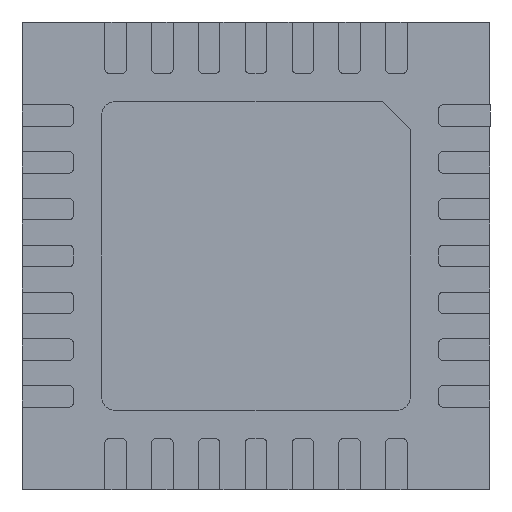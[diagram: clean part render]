
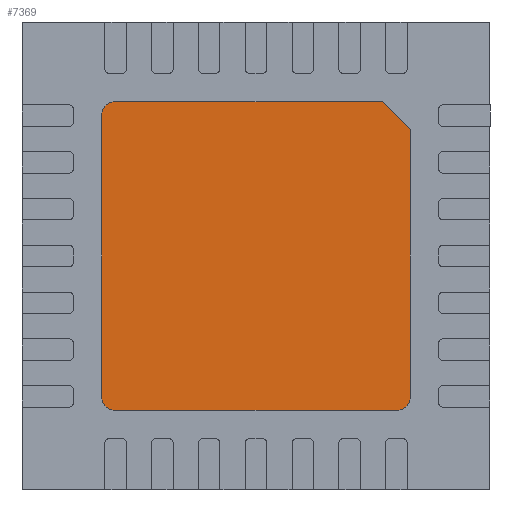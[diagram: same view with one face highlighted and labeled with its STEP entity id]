
A CAD part, front view. The second image highlights one B-rep face of the part: STEP entity #7369.
In plain terms, the highlighted planar face has unit normal (0, -1, 0).
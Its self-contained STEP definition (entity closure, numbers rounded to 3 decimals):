
#42 = AXIS2_PLACEMENT_3D ( 'NONE', #4936, #7436, #1819 ) ;
#159 = ORIENTED_EDGE ( 'NONE', *, *, #1091, .T. ) ;
#169 = DIRECTION ( 'NONE',  ( 0., 0., -1. ) ) ;
#191 = ORIENTED_EDGE ( 'NONE', *, *, #7027, .T. ) ;
#198 = DIRECTION ( 'NONE',  ( 0., -1., 0. ) ) ;
#215 = EDGE_CURVE ( 'NONE', #5212, #286, #2285, .T. ) ;
#286 = VERTEX_POINT ( 'NONE', #7096 ) ;
#330 = EDGE_CURVE ( 'NONE', #5212, #2656, #5112, .T. ) ;
#382 = VECTOR ( 'NONE', #2310, 1000. ) ;
#620 = ORIENTED_EDGE ( 'NONE', *, *, #4526, .F. ) ;
#626 = VECTOR ( 'NONE', #8019, 1000. ) ;
#745 = DIRECTION ( 'NONE',  ( 0., 1., 0. ) ) ;
#1003 = EDGE_CURVE ( 'NONE', #4676, #4125, #5716, .T. ) ;
#1091 = EDGE_CURVE ( 'NONE', #4676, #2265, #6331, .T. ) ;
#1247 = DIRECTION ( 'NONE',  ( 0., 0., -1. ) ) ;
#1370 = DIRECTION ( 'NONE',  ( 0., 1., 0. ) ) ;
#1398 = PLANE ( 'NONE',  #7282 ) ;
#1476 = DIRECTION ( 'NONE',  ( 0., 0., -1. ) ) ;
#1724 = DIRECTION ( 'NONE',  ( -0.707, 0., 0.707 ) ) ;
#1819 = DIRECTION ( 'NONE',  ( 0., 0., -1. ) ) ;
#2022 = CARTESIAN_POINT ( 'NONE',  ( 1.5, 0., -1.5 ) ) ;
#2265 = VERTEX_POINT ( 'NONE', #3126 ) ;
#2285 = CIRCLE ( 'NONE', #3889, 0.15 ) ;
#2310 = DIRECTION ( 'NONE',  ( 1., 0., 0. ) ) ;
#2356 = CARTESIAN_POINT ( 'NONE',  ( 1.35, 0., 1.65 ) ) ;
#2470 = CARTESIAN_POINT ( 'NONE',  ( 1.65, 0., 1.35 ) ) ;
#2529 = CARTESIAN_POINT ( 'NONE',  ( -1.65, 0., -1.5 ) ) ;
#2656 = VERTEX_POINT ( 'NONE', #2470 ) ;
#2841 = CARTESIAN_POINT ( 'NONE',  ( 1.35, 0., 1.65 ) ) ;
#2935 = ORIENTED_EDGE ( 'NONE', *, *, #330, .T. ) ;
#3013 = ORIENTED_EDGE ( 'NONE', *, *, #1003, .F. ) ;
#3053 = ORIENTED_EDGE ( 'NONE', *, *, #7100, .T. ) ;
#3126 = CARTESIAN_POINT ( 'NONE',  ( -1.65, 0., -1.5 ) ) ;
#3134 = VECTOR ( 'NONE', #1724, 1000. ) ;
#3177 = CIRCLE ( 'NONE', #5729, 0.15 ) ;
#3299 = CARTESIAN_POINT ( 'NONE',  ( -1.5, 0., -1.65 ) ) ;
#3346 = LINE ( 'NONE', #4818, #382 ) ;
#3409 = CARTESIAN_POINT ( 'NONE',  ( 1.65, 0., -1.5 ) ) ;
#3520 = CARTESIAN_POINT ( 'NONE',  ( -1.65, 0., 1.5 ) ) ;
#3657 = VECTOR ( 'NONE', #6015, 1000. ) ;
#3833 = EDGE_CURVE ( 'NONE', #4167, #4125, #5745, .T. ) ;
#3889 = AXIS2_PLACEMENT_3D ( 'NONE', #8171, #1370, #1476 ) ;
#4125 = VERTEX_POINT ( 'NONE', #5362 ) ;
#4167 = VERTEX_POINT ( 'NONE', #2841 ) ;
#4496 = CARTESIAN_POINT ( 'NONE',  ( -1.5, 0., -1.5 ) ) ;
#4515 = ORIENTED_EDGE ( 'NONE', *, *, #215, .F. ) ;
#4526 = EDGE_CURVE ( 'NONE', #5357, #2265, #3177, .T. ) ;
#4671 = EDGE_LOOP ( 'NONE', ( #2935, #3053, #7778, #3013, #159, #620, #191, #4515 ) ) ;
#4676 = VERTEX_POINT ( 'NONE', #3520 ) ;
#4818 = CARTESIAN_POINT ( 'NONE',  ( -1.5, 0., -1.65 ) ) ;
#4936 = CARTESIAN_POINT ( 'NONE',  ( -1.5, 0., 1.5 ) ) ;
#5112 = LINE ( 'NONE', #3409, #3657 ) ;
#5131 = DIRECTION ( 'NONE',  ( 0., 0., -1. ) ) ;
#5212 = VERTEX_POINT ( 'NONE', #6472 ) ;
#5320 = VECTOR ( 'NONE', #1247, 1000. ) ;
#5357 = VERTEX_POINT ( 'NONE', #3299 ) ;
#5362 = CARTESIAN_POINT ( 'NONE',  ( -1.5, 0., 1.65 ) ) ;
#5716 = CIRCLE ( 'NONE', #42, 0.15 ) ;
#5729 = AXIS2_PLACEMENT_3D ( 'NONE', #4496, #745, #5131 ) ;
#5745 = LINE ( 'NONE', #7429, #626 ) ;
#6015 = DIRECTION ( 'NONE',  ( 0., 0., 1. ) ) ;
#6331 = LINE ( 'NONE', #2529, #5320 ) ;
#6402 = FACE_OUTER_BOUND ( 'NONE', #4671, .T. ) ;
#6472 = CARTESIAN_POINT ( 'NONE',  ( 1.65, 0., -1.5 ) ) ;
#6608 = LINE ( 'NONE', #2356, #3134 ) ;
#7027 = EDGE_CURVE ( 'NONE', #5357, #286, #3346, .T. ) ;
#7096 = CARTESIAN_POINT ( 'NONE',  ( 1.5, 0., -1.65 ) ) ;
#7100 = EDGE_CURVE ( 'NONE', #2656, #4167, #6608, .T. ) ;
#7282 = AXIS2_PLACEMENT_3D ( 'NONE', #2022, #198, #169 ) ;
#7369 = ADVANCED_FACE ( 'NONE', ( #6402 ), #1398, .T. ) ;
#7429 = CARTESIAN_POINT ( 'NONE',  ( -1.5, 0., 1.65 ) ) ;
#7436 = DIRECTION ( 'NONE',  ( 0., 1., 0. ) ) ;
#7778 = ORIENTED_EDGE ( 'NONE', *, *, #3833, .T. ) ;
#8019 = DIRECTION ( 'NONE',  ( -1., 0., 0. ) ) ;
#8171 = CARTESIAN_POINT ( 'NONE',  ( 1.5, 0., -1.5 ) ) ;
